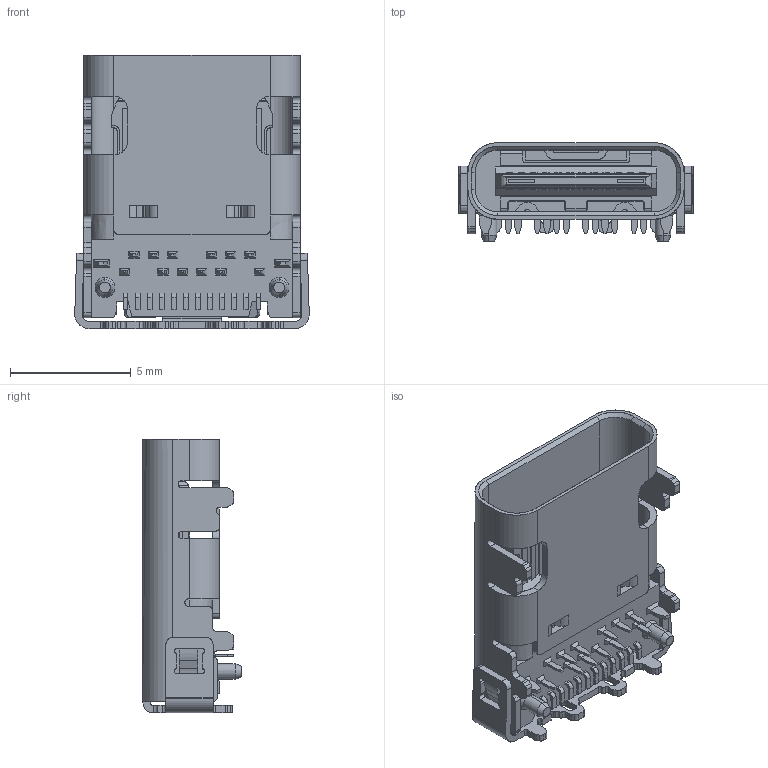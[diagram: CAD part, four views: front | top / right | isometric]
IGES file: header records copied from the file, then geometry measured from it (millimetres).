
Start section: SolidWorks IGES file using analytic representation for surfaces
Global section: file name: CKelleher'KUSBX-SMTTH-SC1-BTR_rA0.IGS; native system: SolidWorks 2014; preprocessor: SolidWorks 2014; author: Ckelleher; date: 170224.115734; units: millimetre
Bounding box: 9.7 x 4.06 x 11.3 mm (x, y, z)
Surface area: 632.3 mm2 (no closed solid volume)
Topology: 0 solids, 0 shells, 914 faces, 6550 edges, 6550 vertices
Faces by surface type: bspline 641, revolution 273
